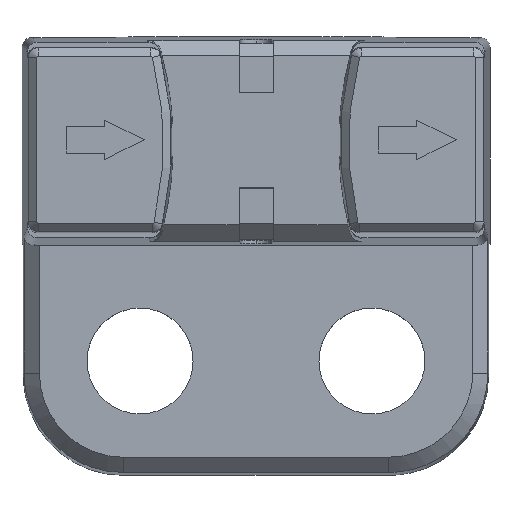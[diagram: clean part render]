
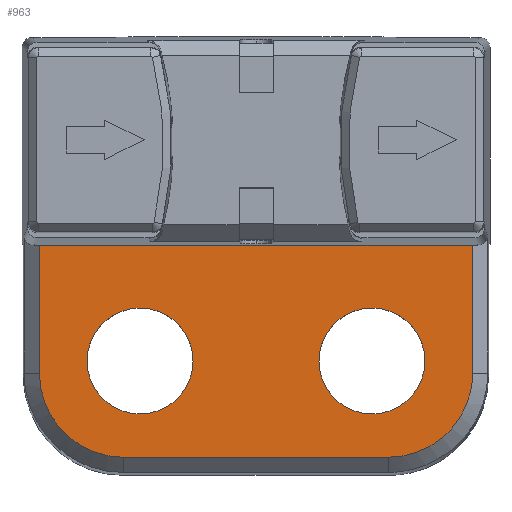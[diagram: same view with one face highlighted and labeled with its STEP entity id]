
A CAD part, top view. The second image highlights one B-rep face of the part: STEP entity #963.
In plain terms, the highlighted planar face has unit normal (0, 0, 1).
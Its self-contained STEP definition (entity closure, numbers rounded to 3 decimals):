
#124=B_SPLINE_CURVE_WITH_KNOTS('',3,(#4659,#4660,#4661,#4662,#4663,#4664),
 .UNSPECIFIED.,.F.,.F.,(4,2,4),(0.,0.5,1.),.UNSPECIFIED.);
#125=B_SPLINE_CURVE_WITH_KNOTS('',3,(#4668,#4669,#4670,#4671,#4672,#4673),
 .UNSPECIFIED.,.F.,.F.,(4,2,4),(0.,0.5,1.),.UNSPECIFIED.);
#469=LINE('',#4512,#738);
#511=LINE('',#4657,#780);
#512=LINE('',#4666,#781);
#513=LINE('',#4675,#782);
#738=VECTOR('',#3558,1.);
#780=VECTOR('',#3638,1.);
#781=VECTOR('',#3639,1.);
#782=VECTOR('',#3640,1.);
#963=ADVANCED_FACE('',(#1230,#1231,#1232),#1135,.F.);
#1135=PLANE('',#3190);
#1230=FACE_BOUND('',#1271,.T.);
#1231=FACE_BOUND('',#1272,.T.);
#1232=FACE_BOUND('',#1273,.T.);
#1271=EDGE_LOOP('',(#1615,#1616,#1617,#1618,#1619,#1620));
#1272=EDGE_LOOP('',(#1621));
#1273=EDGE_LOOP('',(#1622));
#1615=ORIENTED_EDGE('',*,*,#2726,.F.);
#1616=ORIENTED_EDGE('',*,*,#2785,.T.);
#1617=ORIENTED_EDGE('',*,*,#2786,.T.);
#1618=ORIENTED_EDGE('',*,*,#2787,.T.);
#1619=ORIENTED_EDGE('',*,*,#2788,.T.);
#1620=ORIENTED_EDGE('',*,*,#2789,.T.);
#1621=ORIENTED_EDGE('',*,*,#2790,.T.);
#1622=ORIENTED_EDGE('',*,*,#2791,.T.);
#2430=VERTEX_POINT('',#4511);
#2431=VERTEX_POINT('',#4513);
#2483=VERTEX_POINT('',#4658);
#2484=VERTEX_POINT('',#4665);
#2485=VERTEX_POINT('',#4667);
#2486=VERTEX_POINT('',#4674);
#2487=VERTEX_POINT('',#4677);
#2488=VERTEX_POINT('',#4679);
#2726=EDGE_CURVE('',#2430,#2431,#469,.T.);
#2785=EDGE_CURVE('',#2430,#2483,#511,.T.);
#2786=EDGE_CURVE('',#2483,#2484,#124,.T.);
#2787=EDGE_CURVE('',#2484,#2485,#512,.T.);
#2788=EDGE_CURVE('',#2485,#2486,#125,.T.);
#2789=EDGE_CURVE('',#2486,#2431,#513,.T.);
#2790=EDGE_CURVE('',#2487,#2487,#3075,.T.);
#2791=EDGE_CURVE('',#2488,#2488,#3076,.T.);
#3075=CIRCLE('',#3188,1.6);
#3076=CIRCLE('',#3189,1.6);
#3188=AXIS2_PLACEMENT_3D('',#4676,#3641,#3642);
#3189=AXIS2_PLACEMENT_3D('',#4678,#3643,#3644);
#3190=AXIS2_PLACEMENT_3D('',#4680,#3645,#3646);
#3558=DIRECTION('',(1.,0.,0.));
#3638=DIRECTION('',(0.,-1.,0.));
#3639=DIRECTION('',(1.,0.,0.));
#3640=DIRECTION('',(0.,1.,0.));
#3641=DIRECTION('',(0.,0.,-1.));
#3642=DIRECTION('',(-1.,0.,0.));
#3643=DIRECTION('',(0.,0.,-1.));
#3644=DIRECTION('',(-1.,0.,0.));
#3645=DIRECTION('',(0.,0.,-1.));
#3646=DIRECTION('',(-1.,0.,0.));
#4511=CARTESIAN_POINT('',(395.072,33.905,31.4));
#4512=CARTESIAN_POINT('',(396.764,33.905,31.4));
#4513=CARTESIAN_POINT('',(408.151,33.905,31.4));
#4657=CARTESIAN_POINT('',(395.072,30.259,31.4));
#4658=CARTESIAN_POINT('',(395.072,30.037,31.4));
#4659=CARTESIAN_POINT('',(395.072,30.037,31.4));
#4660=CARTESIAN_POINT('',(395.072,29.364,31.4));
#4661=CARTESIAN_POINT('',(395.34,28.718,31.4));
#4662=CARTESIAN_POINT('',(396.291,27.766,31.4));
#4663=CARTESIAN_POINT('',(396.937,27.498,31.4));
#4664=CARTESIAN_POINT('',(397.61,27.498,31.4));
#4665=CARTESIAN_POINT('',(397.61,27.498,31.4));
#4666=CARTESIAN_POINT('',(405.61,27.498,31.4));
#4667=CARTESIAN_POINT('',(405.613,27.498,31.4));
#4668=CARTESIAN_POINT('',(405.613,27.498,31.4));
#4669=CARTESIAN_POINT('',(406.286,27.498,31.4));
#4670=CARTESIAN_POINT('',(406.932,27.766,31.4));
#4671=CARTESIAN_POINT('',(407.883,28.717,31.4));
#4672=CARTESIAN_POINT('',(408.151,29.363,31.4));
#4673=CARTESIAN_POINT('',(408.151,30.037,31.4));
#4674=CARTESIAN_POINT('',(408.151,30.037,31.4));
#4675=CARTESIAN_POINT('',(408.151,34.305,31.4));
#4676=CARTESIAN_POINT('',(398.112,30.402,31.4));
#4677=CARTESIAN_POINT('',(396.512,30.402,31.4));
#4678=CARTESIAN_POINT('',(405.112,30.402,31.4));
#4679=CARTESIAN_POINT('',(403.512,30.402,31.4));
#4680=CARTESIAN_POINT('',(401.612,30.259,31.4));
